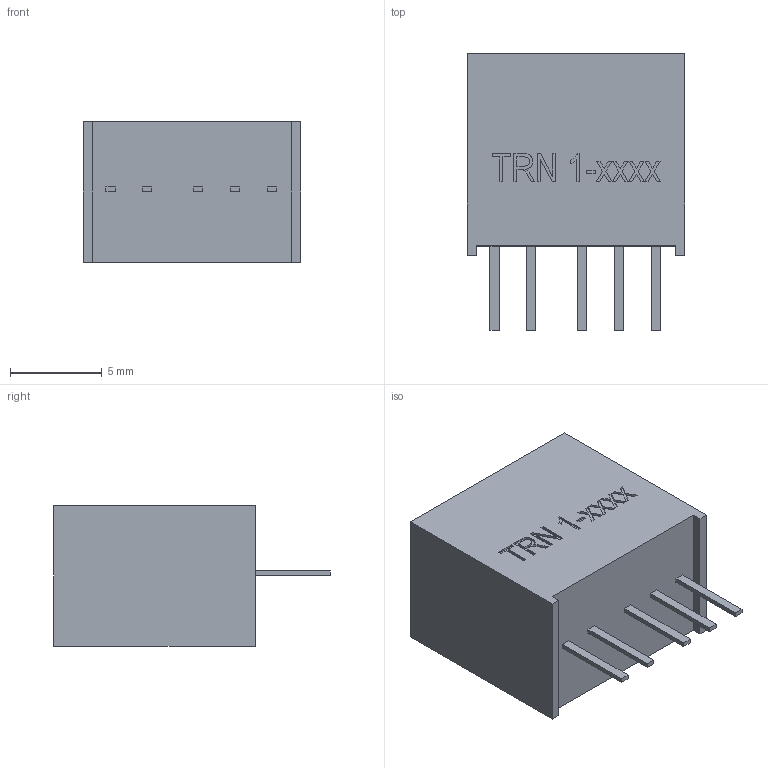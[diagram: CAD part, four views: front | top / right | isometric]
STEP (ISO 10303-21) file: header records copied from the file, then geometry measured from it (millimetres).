
FILE_DESCRIPTION (( 'STEP AP214' ), '1' );
FILE_NAME ('TRN1-5.STEP', '2018-08-20T13:32:15', ( '' ), ( '' ), 'SwSTEP 2.0', 'SolidWorks 2018', '' );
FILE_SCHEMA (( 'AUTOMOTIVE_DESIGN' ));
Length unit declared in the file: millimetre
Products named in the file (3): TRN1-5; Body; Pin
Assembly tree (6 placements, depth 2):
  TRN1-5
    Body
    Pin  x5
Bounding box: 11.9 x 15.1 x 7.7 mm (x, y, z)
Volume: 968.5 mm3; surface area: 651.9 mm2
Topology: 6 solids, 6 shells, 157 faces, 405 edges, 270 vertices
Faces by surface type: plane 140, bspline 17
Entity records: 4842 total; most frequent: CARTESIAN_POINT 1386, ORIENTED_EDGE 714, DIRECTION 573, EDGE_CURVE 357, VECTOR 323, LINE 323, VERTEX_POINT 238, EDGE_LOOP 143
